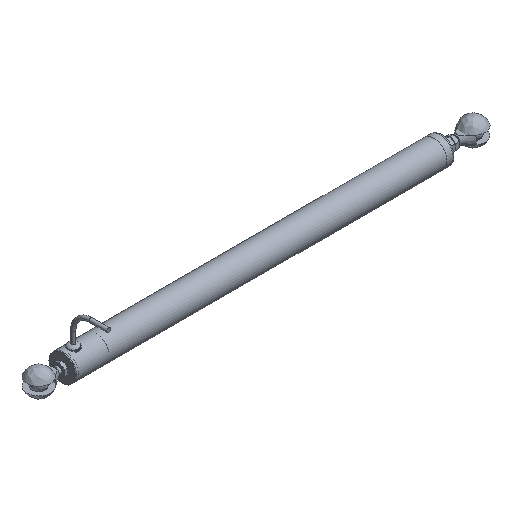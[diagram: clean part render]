
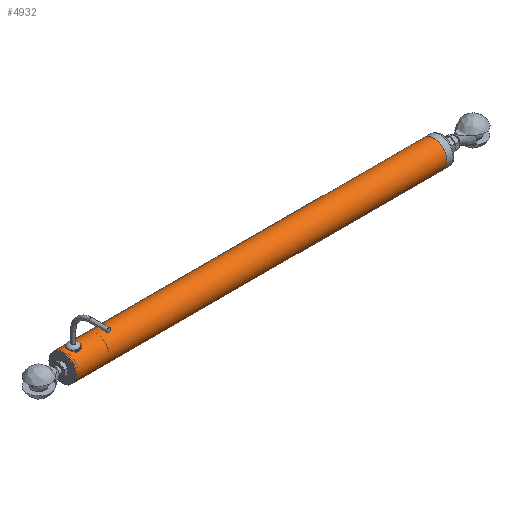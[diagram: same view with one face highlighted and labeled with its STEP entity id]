
A CAD part, isometric view. The second image highlights one B-rep face of the part: STEP entity #4932.
In plain terms, the highlighted cylindrical face has radius 9.525 mm (diameter 19.05 mm), a full revolution.
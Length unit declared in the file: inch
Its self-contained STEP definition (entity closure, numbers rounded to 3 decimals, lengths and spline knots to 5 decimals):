
#122 = CARTESIAN_POINT ( 'NONE',  ( 0.2875, 0.09096, 0.3638 ) ) ;
#134 = EDGE_LOOP ( 'NONE', ( #2882 ) ) ;
#149 = CARTESIAN_POINT ( 'NONE',  ( 0.39643, 0.04178, 0.37271 ) ) ;
#169 = CARTESIAN_POINT ( 'NONE',  ( 0.40539, -0.01236, 0.37484 ) ) ;
#196 = CARTESIAN_POINT ( 'NONE',  ( 0.21861, 0.01236, 0.37484 ) ) ;
#229 = DIRECTION ( 'NONE',  ( -1., 0., 0. ) ) ;
#253 = CARTESIAN_POINT ( 'NONE',  ( 0.406, 0.00624, 0.375 ) ) ;
#496 = CARTESIAN_POINT ( 'NONE',  ( 10.5, 0., 0.375 ) ) ;
#513 = CARTESIAN_POINT ( 'NONE',  ( 0.25417, 0.0751, 0.36751 ) ) ;
#541 = VERTEX_POINT ( 'NONE', #4070 ) ;
#544 = CARTESIAN_POINT ( 'NONE',  ( 0.24121, -0.06215, 0.36984 ) ) ;
#569 = CARTESIAN_POINT ( 'NONE',  ( 0.23053, -0.04728, 0.37204 ) ) ;
#587 = EDGE_CURVE ( 'NONE', #541, #541, #4989, .T. ) ;
#590 = CARTESIAN_POINT ( 'NONE',  ( 0.38666, 0.05744, 0.37061 ) ) ;
#617 = CARTESIAN_POINT ( 'NONE',  ( 0.25428, -0.07521, 0.36749 ) ) ;
#674 = DIRECTION ( 'NONE',  ( 0., 0., 1. ) ) ;
#802 = AXIS2_PLACEMENT_3D ( 'NONE', #3335, #2875, #4490 ) ;
#897 = CARTESIAN_POINT ( 'NONE',  ( 0.22757, -0.04178, 0.37271 ) ) ;
#919 = CARTESIAN_POINT ( 'NONE',  ( 0.35939, 0.08212, 0.36593 ) ) ;
#971 = CARTESIAN_POINT ( 'NONE',  ( 0.30576, 0.09399, 0.36303 ) ) ;
#996 = CARTESIAN_POINT ( 'NONE',  ( 0.39355, -0.04715, 0.37206 ) ) ;
#1278 = CARTESIAN_POINT ( 'NONE',  ( 0.35939, -0.0821, 0.36594 ) ) ;
#1282 = CARTESIAN_POINT ( 'NONE',  ( 0., 0., 0.375 ) ) ;
#1301 = CARTESIAN_POINT ( 'NONE',  ( 0.29964, 0.09339, 0.36319 ) ) ;
#1304 = FACE_BOUND ( 'NONE', #3817, .T. ) ;
#1322 = CARTESIAN_POINT ( 'NONE',  ( 0.28173, -0.08921, 0.36424 ) ) ;
#1347 = AXIS2_PLACEMENT_3D ( 'NONE', #4622, #229, #674 ) ;
#1352 = CARTESIAN_POINT ( 'NONE',  ( 0.32433, 0.09339, 0.36319 ) ) ;
#1377 = CARTESIAN_POINT ( 'NONE',  ( 0.38278, -0.06216, 0.36984 ) ) ;
#1691 = CARTESIAN_POINT ( 'NONE',  ( 0.24122, 0.06215, 0.36984 ) ) ;
#1713 = CARTESIAN_POINT ( 'NONE',  ( 0.23727, 0.05735, 0.37063 ) ) ;
#1771 = CARTESIAN_POINT ( 'NONE',  ( 0.40116, -0.03039, 0.37381 ) ) ;
#1884 = ORIENTED_EDGE ( 'NONE', *, *, #3775, .T. ) ;
#2079 = CARTESIAN_POINT ( 'NONE',  ( 0.28155, 0.08914, 0.36426 ) ) ;
#2109 = CARTESIAN_POINT ( 'NONE',  ( 0.36972, 0.0752, 0.36749 ) ) ;
#2132 = CARTESIAN_POINT ( 'NONE',  ( 0.22756, 0.04176, 0.37271 ) ) ;
#2153 = CARTESIAN_POINT ( 'NONE',  ( 0.22106, -0.02458, 0.37424 ) ) ;
#2175 = AXIS2_PLACEMENT_3D ( 'NONE', #2935, #3668, #4115 ) ;
#2263 = CIRCLE ( 'NONE', #1347, 0.375 ) ;
#2318 = ORIENTED_EDGE ( 'NONE', *, *, #587, .T. ) ;
#2466 = CARTESIAN_POINT ( 'NONE',  ( 0.21863, -0.01248, 0.37484 ) ) ;
#2489 = CARTESIAN_POINT ( 'NONE',  ( 0.39644, -0.04176, 0.37271 ) ) ;
#2522 = CARTESIAN_POINT ( 'NONE',  ( 0.40298, -0.02441, 0.37425 ) ) ;
#2544 = CARTESIAN_POINT ( 'NONE',  ( 0.31807, 0.09401, 0.36303 ) ) ;
#2547 = CYLINDRICAL_SURFACE ( 'NONE', #802, 0.375 ) ;
#2599 = CARTESIAN_POINT ( 'NONE',  ( 0.40294, 0.02458, 0.37424 ) ) ;
#2760 = VERTEX_POINT ( 'NONE', #496 ) ;
#2849 = CARTESIAN_POINT ( 'NONE',  ( 0.29967, -0.09339, 0.36319 ) ) ;
#2875 = DIRECTION ( 'NONE',  ( -1., 0., 0. ) ) ;
#2882 = ORIENTED_EDGE ( 'NONE', *, *, #3035, .T. ) ;
#2894 = CARTESIAN_POINT ( 'NONE',  ( 0.22283, 0.03039, 0.37381 ) ) ;
#2915 = EDGE_LOOP ( 'NONE', ( #1884 ) ) ;
#2922 = CARTESIAN_POINT ( 'NONE',  ( 0.34227, 0.08921, 0.36424 ) ) ;
#2935 = CARTESIAN_POINT ( 'NONE',  ( 0., 0., 0. ) ) ;
#2949 = CARTESIAN_POINT ( 'NONE',  ( 0.30593, -0.09401, 0.36303 ) ) ;
#3035 = EDGE_CURVE ( 'NONE', #4025, #4025, #4895, .T. ) ;
#3261 = CARTESIAN_POINT ( 'NONE',  ( 0.36983, -0.0751, 0.36751 ) ) ;
#3279 = CARTESIAN_POINT ( 'NONE',  ( 0.23045, 0.04715, 0.37206 ) ) ;
#3301 = CARTESIAN_POINT ( 'NONE',  ( 0.26461, -0.08212, 0.36593 ) ) ;
#3332 = CARTESIAN_POINT ( 'NONE',  ( 0.38673, -0.05735, 0.37062 ) ) ;
#3335 = CARTESIAN_POINT ( 'NONE',  ( -0.30158, 0., 0. ) ) ;
#3357 = CARTESIAN_POINT ( 'NONE',  ( 0.406, 0., 0.375 ) ) ;
#3652 = CARTESIAN_POINT ( 'NONE',  ( 0.3365, -0.09096, 0.3638 ) ) ;
#3668 = DIRECTION ( 'NONE',  ( 1., 0., 0. ) ) ;
#3680 = CARTESIAN_POINT ( 'NONE',  ( 0.39347, 0.04728, 0.37204 ) ) ;
#3704 = CARTESIAN_POINT ( 'NONE',  ( 0.23734, -0.05744, 0.37061 ) ) ;
#3708 = FACE_OUTER_BOUND ( 'NONE', #134, .T. ) ;
#3728 = CARTESIAN_POINT ( 'NONE',  ( 0.34245, -0.08914, 0.36426 ) ) ;
#3775 = EDGE_CURVE ( 'NONE', #2760, #2760, #2263, .T. ) ;
#3817 = EDGE_LOOP ( 'NONE', ( #2318 ) ) ;
#3841 = CARTESIAN_POINT ( 'NONE',  ( 0.406, 0., 0.375 ) ) ;
#3859 = CARTESIAN_POINT ( 'NONE',  ( 0.40115, 0.03044, 0.37381 ) ) ;
#4025 = VERTEX_POINT ( 'NONE', #1282 ) ;
#4045 = CARTESIAN_POINT ( 'NONE',  ( 0.22102, 0.0244, 0.37425 ) ) ;
#4070 = CARTESIAN_POINT ( 'NONE',  ( 0.406, 0., 0.375 ) ) ;
#4072 = CARTESIAN_POINT ( 'NONE',  ( 0.2876, -0.09099, 0.3638 ) ) ;
#4103 = CARTESIAN_POINT ( 'NONE',  ( 0.32436, -0.09339, 0.36319 ) ) ;
#4106 = FACE_OUTER_BOUND ( 'NONE', #2915, .T. ) ;
#4115 = DIRECTION ( 'NONE',  ( 0., 0., 1. ) ) ;
#4126 = CARTESIAN_POINT ( 'NONE',  ( 0.38279, 0.06215, 0.36984 ) ) ;
#4151 = CARTESIAN_POINT ( 'NONE',  ( 0.218, 0.00623, 0.375 ) ) ;
#4291 = CARTESIAN_POINT ( 'NONE',  ( 0.40537, 0.01248, 0.37484 ) ) ;
#4459 = CARTESIAN_POINT ( 'NONE',  ( 0.3364, 0.09099, 0.3638 ) ) ;
#4490 = DIRECTION ( 'NONE',  ( 0., 0., 1. ) ) ;
#4515 = CARTESIAN_POINT ( 'NONE',  ( 0.406, -0.00624, 0.375 ) ) ;
#4540 = CARTESIAN_POINT ( 'NONE',  ( 0.22285, -0.03044, 0.37381 ) ) ;
#4622 = CARTESIAN_POINT ( 'NONE',  ( 10.5, 0., 0. ) ) ;
#4847 = CARTESIAN_POINT ( 'NONE',  ( 0.218, -0.00624, 0.375 ) ) ;
#4893 = CARTESIAN_POINT ( 'NONE',  ( 0.26461, 0.0821, 0.36594 ) ) ;
#4895 = CIRCLE ( 'NONE', #2175, 0.375 ) ;
#4922 = CARTESIAN_POINT ( 'NONE',  ( 0.31824, -0.09399, 0.36303 ) ) ;
#4932 = ADVANCED_FACE ( 'NONE', ( #4106, #1304, #3708 ), #2547, .T. ) ;
#4989 = B_SPLINE_CURVE_WITH_KNOTS ( 'NONE', 3,
 ( #3357, #4515, #169, #2522, #1771, #2489, #996, #3332, #1377, #3261, #1278, #3728, #3652, #4103, #4922, #2949, #2849, #4072, #1322, #3301, #617, #544, #3704, #569, #897, #4540, #2153, #2466, #4847, #4151, #196, #4045, #2894, #2132, #3279, #1713, #1691, #513, #4893, #2079, #122, #1301, #971, #2544, #1352, #4459, #2922, #919, #2109, #4126, #590, #3680, #149, #3859, #2599, #4291, #253, #3841 ),
 .UNSPECIFIED., .T., .F.,
 ( 4, 2, 2, 2, 2, 2, 2, 2, 2, 2, 2, 2, 2, 2, 2, 2, 2, 2, 2, 2, 2, 2, 2, 2, 2, 2, 2, 2, 4 ),
 ( 0., 0.00047, 0.00094, 0.0014, 0.00187, 0.00281, 0.00328, 0.00375, 0.00421, 0.00468, 0.00562, 0.00609, 0.00656, 0.00702, 0.00749, 0.00796, 0.00843, 0.0089, 0.00937, 0.0103, 0.01077, 0.01124, 0.01171, 0.01217, 0.01311, 0.01358, 0.01405, 0.01452, 0.01498 ),
 .UNSPECIFIED. ) ;
